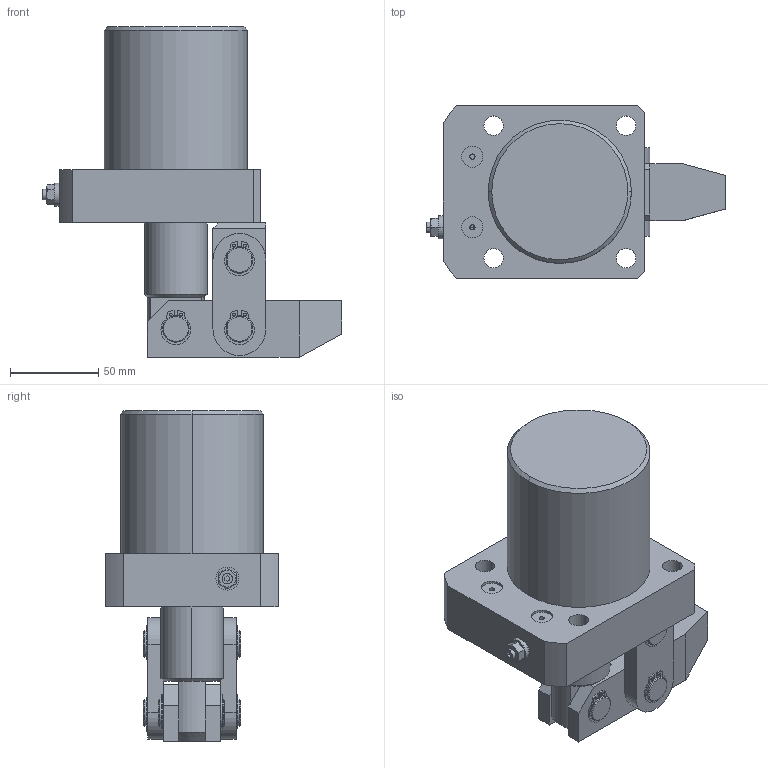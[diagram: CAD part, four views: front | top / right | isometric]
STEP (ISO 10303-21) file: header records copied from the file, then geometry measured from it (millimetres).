
FILE_DESCRIPTION (( 'STEP AP203' ), '1' );
FILE_NAME ('HLC-FAMT63.STEP', '2019-10-10T11:16:21', ( '微软用户' ), ( '微软中国' ), 'SwSTEP 2.0', 'SolidWorks 2012', '' );
FILE_SCHEMA (( 'CONFIG_CONTROL_DESIGN' ));
Length unit declared in the file: millimetre
Products named in the file (10): HLC-FAMT63; circlips for shaft--type a large gb_GB_CONNECTING_PIECE_RING_RRA 15; FCM25-覃誹概; HLC-63活塞杆; HLC-63揤旋; HLC-63盓傅; HLC-63蟀裝; HLC-63酗种; HLC-63傻种; HLC-FAMT63掛极
Assembly tree (16 placements, depth 2):
  HLC-FAMT63
    HLC-FAMT63掛极
    HLC-63傻种
    HLC-63酗种  x2
    HLC-63蟀裝  x2
    HLC-63盓傅
    HLC-63揤旋
    HLC-63活塞杆
    FCM25-覃誹概
    circlips for shaft--type a large gb_GB_CONNECTING_PIECE_RING_RRA 15  x6
Bounding box: 169.7 x 98 x 187 mm (x, y, z)
Volume: 818474.3 mm3; surface area: 146393.5 mm2
Topology: 16 solids, 16 shells, 360 faces, 865 edges, 565 vertices
Faces by surface type: cylinder 197, plane 134, cone 23, torus 6
Entity records: 7650 total; most frequent: DIRECTION 1198, CARTESIAN_POINT 1167, ORIENTED_EDGE 1000, EDGE_CURVE 500, AXIS2_PLACEMENT_3D 472, VERTEX_POINT 323, EDGE_LOOP 271, LINE 254
